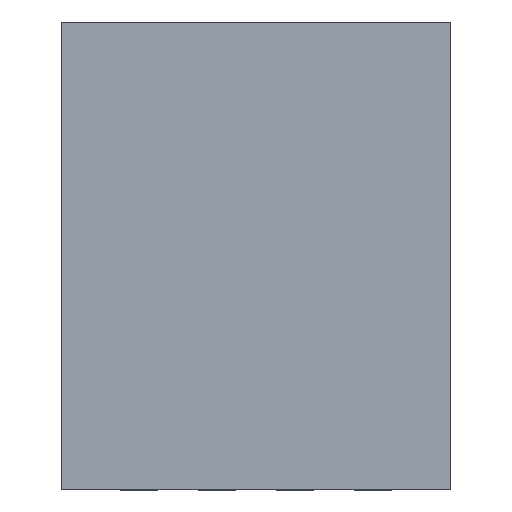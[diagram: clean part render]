
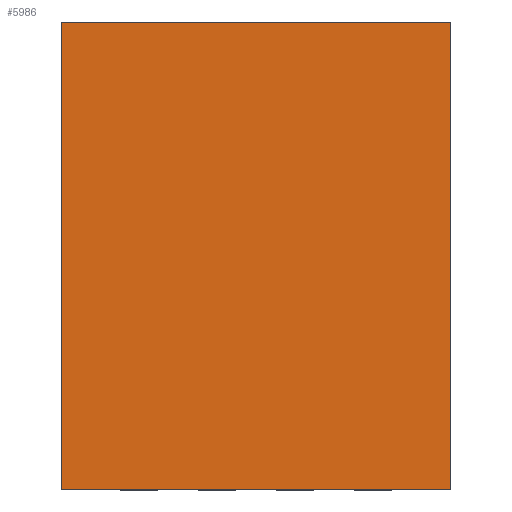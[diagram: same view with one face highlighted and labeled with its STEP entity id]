
A CAD part, top view. The second image highlights one B-rep face of the part: STEP entity #5986.
In plain terms, the highlighted face is planar.
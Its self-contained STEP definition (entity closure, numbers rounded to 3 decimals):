
#4536=DIRECTION('',(0.,0.,1.));
#4537=VECTOR('',#4536,2.5);
#4538=CARTESIAN_POINT('',(-1.5,0.875,-1.25));
#4539=LINE('',#4538,#4537);
#4543=DIRECTION('',(-1.,0.,0.));
#4544=VECTOR('',#4543,3.);
#4545=CARTESIAN_POINT('',(1.5,0.875,-1.25));
#4546=LINE('',#4545,#4544);
#4550=DIRECTION('',(0.,0.,-1.));
#4551=VECTOR('',#4550,2.5);
#4552=CARTESIAN_POINT('',(1.5,0.875,1.25));
#4553=LINE('',#4552,#4551);
#4557=DIRECTION('',(1.,0.,0.));
#4558=VECTOR('',#4557,3.);
#4559=CARTESIAN_POINT('',(-1.5,0.875,1.25));
#4560=LINE('',#4559,#4558);
#5165=CARTESIAN_POINT('',(-1.5,0.875,-1.25));
#5166=CARTESIAN_POINT('',(-1.5,0.875,1.25));
#5167=VERTEX_POINT('',#5165);
#5168=VERTEX_POINT('',#5166);
#5169=CARTESIAN_POINT('',(1.5,0.875,1.25));
#5170=VERTEX_POINT('',#5169);
#5171=CARTESIAN_POINT('',(1.5,0.875,-1.25));
#5172=VERTEX_POINT('',#5171);
#5975=CARTESIAN_POINT('',(0.,0.875,0.));
#5976=DIRECTION('',(0.,1.,0.));
#5977=DIRECTION('',(1.,0.,0.));
#5978=AXIS2_PLACEMENT_3D('',#5975,#5976,#5977);
#5979=PLANE('',#5978);
#5980=ORIENTED_EDGE('',*,*,#5890,.F.);
#5981=ORIENTED_EDGE('',*,*,#5658,.F.);
#5982=ORIENTED_EDGE('',*,*,#5792,.F.);
#5983=ORIENTED_EDGE('',*,*,#5834,.F.);
#5984=EDGE_LOOP('',(#5980,#5981,#5982,#5983));
#5985=FACE_OUTER_BOUND('',#5984,.F.);
#5658=EDGE_CURVE('',#5172,#5167,#4546,.T.);
#5792=EDGE_CURVE('',#5170,#5172,#4553,.T.);
#5834=EDGE_CURVE('',#5168,#5170,#4560,.T.);
#5890=EDGE_CURVE('',#5167,#5168,#4539,.T.);
#5986=ADVANCED_FACE('',(#5985),#5979,.T.);
